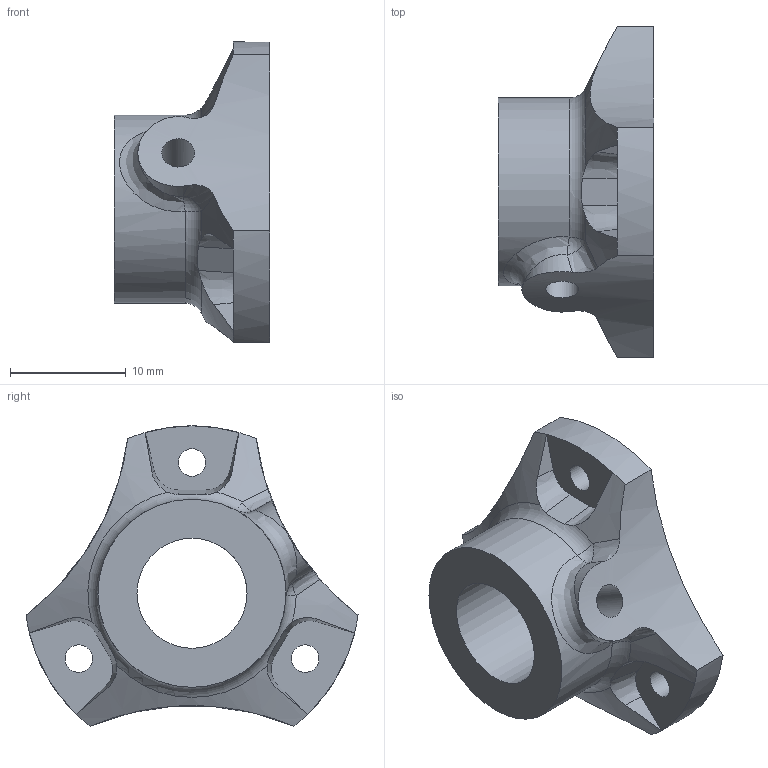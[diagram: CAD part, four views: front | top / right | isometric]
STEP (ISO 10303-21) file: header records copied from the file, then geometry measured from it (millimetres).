
FILE_DESCRIPTION(/* description */ ('STEP AP214'),/* implementation_level */ '2;1');
FILE_NAME(/* name */ '62524fbfecdeb77adb8b9b2e',/* time_stamp */ '2022-04-10T03:32:15+00:00',/* author */ (''),/* organization */ (''),/* preprocessor_version */ 'ST-DEVELOPER v18.101',/* originating_system */ ' ',/* authorisation */ ' ');
FILE_SCHEMA (('AUTOMOTIVE_DESIGN {1 0 10303 214 3 1 1}'));
Length unit declared in the file: metre
Products named in the file (1): Bracket
Bounding box: 13.49 x 28.73 x 25.99 mm (x, y, z)
Volume: 3080.5 mm3; surface area: 2146.9 mm2
Topology: 1 solids, 1 shells, 44 faces, 119 edges, 76 vertices
Faces by surface type: cylinder 14, plane 14, cone 10, bspline 3, sphere 2, torus 1
Full cylindrical faces by diameter (mm): 2.381 x3, 2.845 x1, 9.525 x1, 16.272 x1
Entity records: 1471 total; most frequent: CARTESIAN_POINT 435, ORIENTED_EDGE 212, DIRECTION 193, EDGE_CURVE 106, AXIS2_PLACEMENT_3D 83, VERTEX_POINT 70, EDGE_LOOP 60, FACE_BOUND 60
